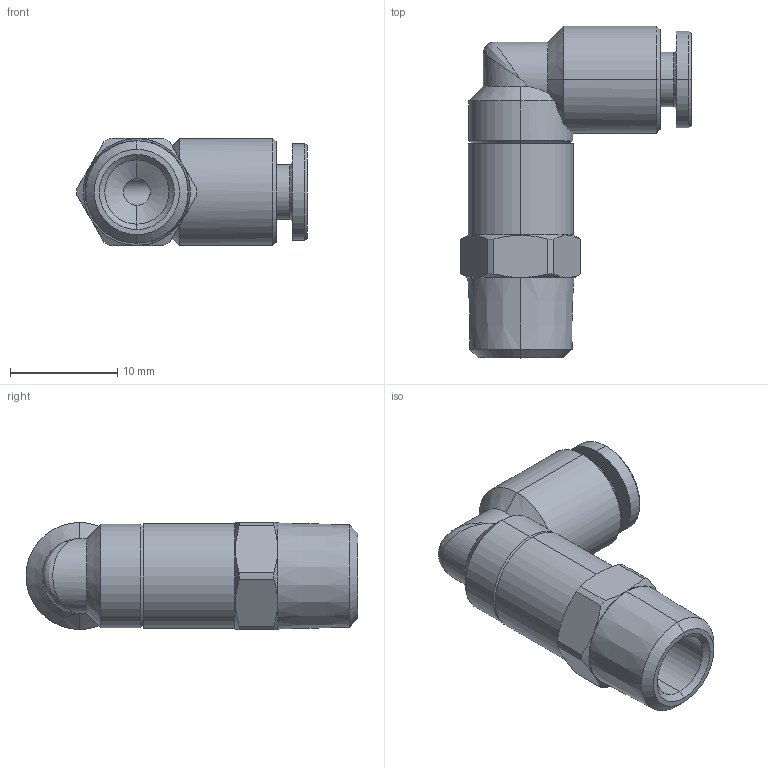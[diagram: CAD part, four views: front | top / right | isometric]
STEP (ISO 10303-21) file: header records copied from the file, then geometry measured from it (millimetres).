
FILE_DESCRIPTION (( 'STEP AP203' ), '1' );
FILE_NAME ('B0070011.STEP', '2012-08-22T14:20:47', ( '' ), ( 'sopra-pneumatic' ), 'SwSTEP 2.0', 'SolidWorks 2011', '' );
FILE_SCHEMA (( 'CONFIG_CONTROL_DESIGN' ));
Length unit declared in the file: millimetre
Products named in the file (1): B0070011
Bounding box: 21.5 x 31 x 10 mm (x, y, z)
Volume: 2140.3 mm3; surface area: 2060.9 mm2
Topology: 1 solids, 3 shells, 83 faces, 188 edges, 114 vertices
Faces by surface type: cone 32, cylinder 31, plane 19, bspline 1
Entity records: 2548 total; most frequent: CARTESIAN_POINT 635, DIRECTION 399, ORIENTED_EDGE 372, EDGE_CURVE 186, AXIS2_PLACEMENT_3D 166, VERTEX_POINT 114, EDGE_LOOP 90, ADVANCED_FACE 83
